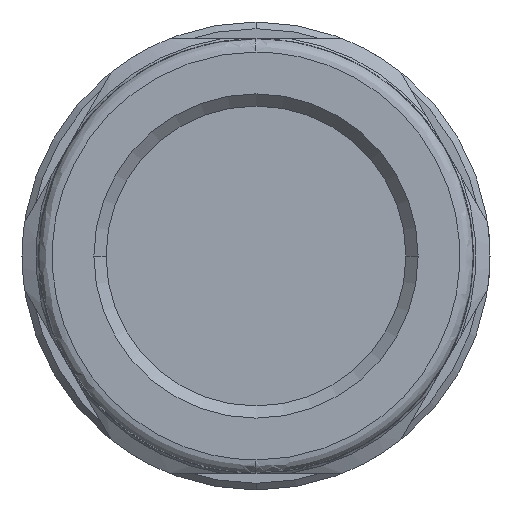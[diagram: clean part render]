
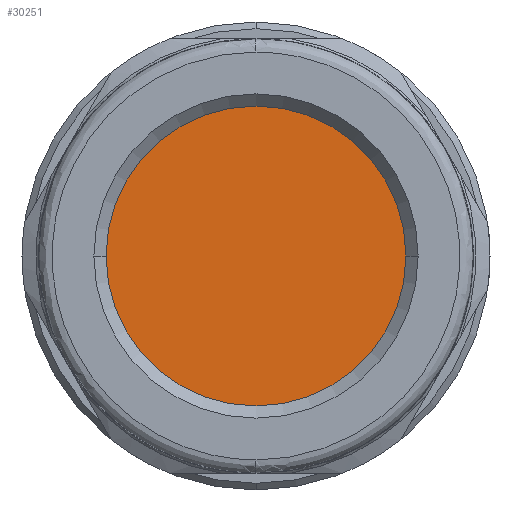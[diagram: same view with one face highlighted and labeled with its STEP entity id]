
A CAD part, left-side view. The second image highlights one B-rep face of the part: STEP entity #30251.
In plain terms, the highlighted planar face has unit normal (-1, 0, 0).
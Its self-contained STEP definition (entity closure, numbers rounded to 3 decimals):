
#7576 = CARTESIAN_POINT ( 'NONE',  ( -32.04, 0., -22.425 ) ) ;
#7584 = CARTESIAN_POINT ( 'NONE',  ( -32.04, 0., 22.425 ) ) ;
#14108 = ORIENTED_EDGE ( 'NONE', *, *, #26413, .T. ) ;
#14109 = ORIENTED_EDGE ( 'NONE', *, *, #15025, .T. ) ;
#14236 = EDGE_LOOP ( 'NONE', ( #14108, #14109 ) ) ;
#15025 = EDGE_CURVE ( 'NONE', #49661, #49653, #39749, .T. ) ;
#16730 = AXIS2_PLACEMENT_3D ( 'NONE', #47589, #47590, #47591 ) ;
#17560 = AXIS2_PLACEMENT_3D ( 'NONE', #31077, #31078, #31079 ) ;
#19093 = PLANE ( 'NONE',  #24587 ) ;
#19094 = CARTESIAN_POINT ( 'NONE',  ( -32.04, 0., 0. ) ) ;
#19095 = DIRECTION ( 'NONE',  ( 1., 0., 0. ) ) ;
#19096 = DIRECTION ( 'NONE',  ( 0., 0., -1. ) ) ;
#22497 = CIRCLE ( 'NONE', #17560, 22.425 ) ;
#24279 = FACE_OUTER_BOUND ( 'NONE', #14236, .T. ) ;
#24587 = AXIS2_PLACEMENT_3D ( 'NONE', #19094, #19095, #19096 ) ;
#26413 = EDGE_CURVE ( 'NONE', #49653, #49661, #22497, .T. ) ;
#30251 = ADVANCED_FACE ( 'NONE', ( #24279 ), #19093, .F. ) ;
#31077 = CARTESIAN_POINT ( 'NONE',  ( -32.04, 0., 0. ) ) ;
#31078 = DIRECTION ( 'NONE',  ( -1., 0., 0. ) ) ;
#31079 = DIRECTION ( 'NONE',  ( 0., 0., -1. ) ) ;
#39749 = CIRCLE ( 'NONE', #16730, 22.425 ) ;
#47589 = CARTESIAN_POINT ( 'NONE',  ( -32.04, 0., 0. ) ) ;
#47590 = DIRECTION ( 'NONE',  ( -1., 0., 0. ) ) ;
#47591 = DIRECTION ( 'NONE',  ( 0., 0., -1. ) ) ;
#49653 = VERTEX_POINT ( 'NONE', #7576 ) ;
#49661 = VERTEX_POINT ( 'NONE', #7584 ) ;
